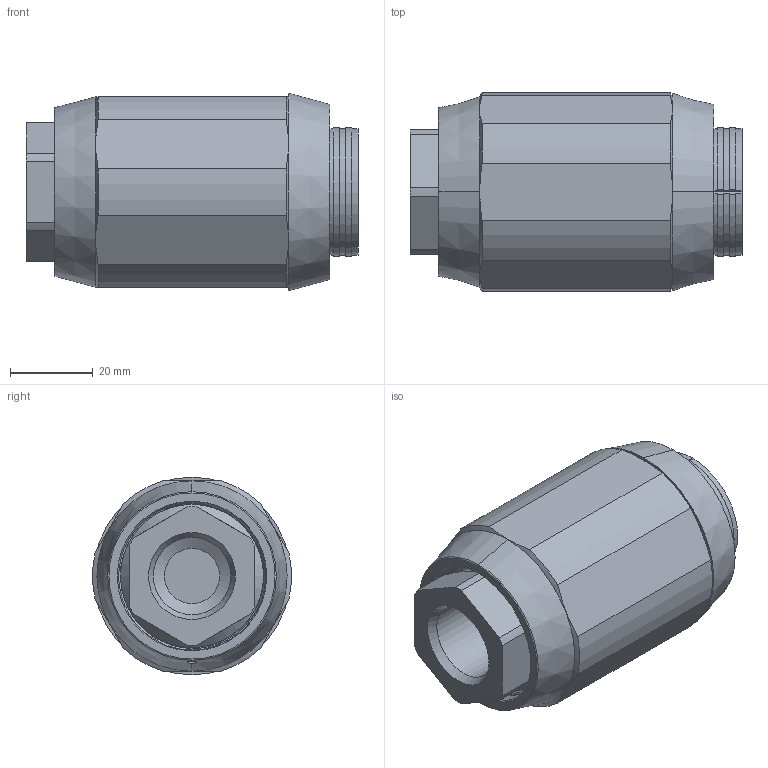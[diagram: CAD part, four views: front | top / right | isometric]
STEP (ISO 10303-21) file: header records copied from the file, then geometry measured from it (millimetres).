
FILE_DESCRIPTION(/* description */ (''),/* implementation_level */ '2;1');
FILE_NAME(/* name */ 'MKMG10节流阀.prt.stp',/* time_stamp */ '2022-03-30T20:03:40+08:00',/* author */ (''),/* organization */ (''),/* preprocessor_version */ 'ST-DEVELOPER v16.7',/* originating_system */ 'SIEMENS PLM Software NX 12.0',/* authorisation */ '');
FILE_SCHEMA (('AUTOMOTIVE_DESIGN { 1 0 10303 214 3 1 1 1 }'));
Length unit declared in the file: millimetre
Products named in the file (1): MKMG10节流阀
Bounding box: 80 x 47.85 x 47.6 mm (x, y, z)
Volume: 158086.4 mm3; surface area: 32092.8 mm2
Topology: 3 solids, 3 shells, 591 faces, 1698 edges, 1118 vertices
Faces by surface type: plane 339, cylinder 203, cone 37, torus 9, bspline 3
Full cylindrical faces by diameter (mm): 2 x1, 18.631 x2, 27.9 x1, 30 x1, 32 x2, 36 x1
Entity records: 21629 total; most frequent: CARTESIAN_POINT 7195, ORIENTED_EDGE 3364, DIRECTION 2588, EDGE_CURVE 1682, VERTEX_POINT 1117, AXIS2_PLACEMENT_3D 1013, B_SPLINE_CURVE_WITH_KNOTS 666, EDGE_LOOP 615
